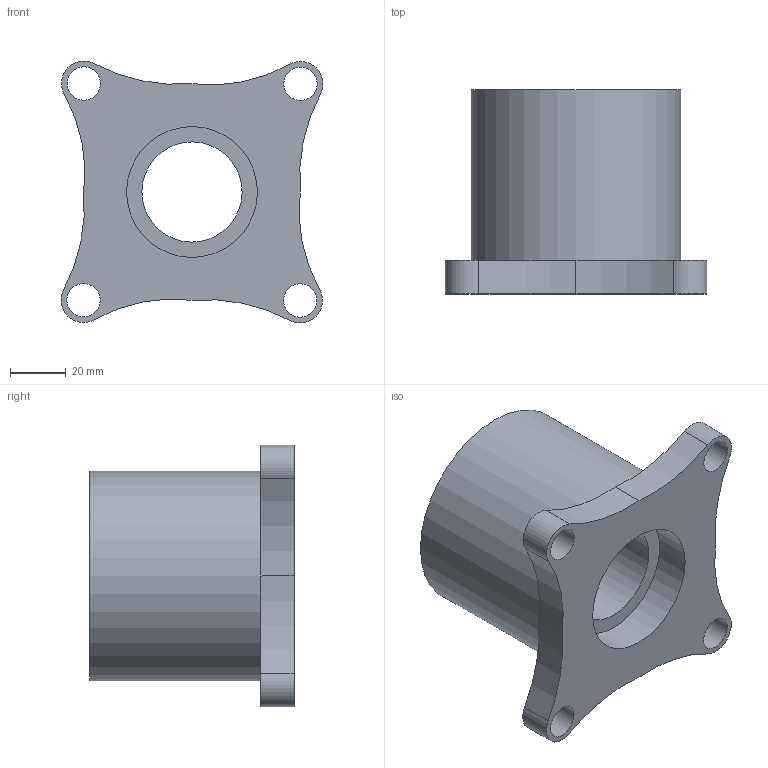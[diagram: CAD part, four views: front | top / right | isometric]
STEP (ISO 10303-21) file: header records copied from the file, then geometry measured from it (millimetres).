
FILE_DESCRIPTION(/* description */ ('','CAx-IF Rec.Pracs.---Representation and Presentation of Product Manufacturing Information (PMI)---4.0---2014-10-13'),/* implementation_level */ '2;1');
FILE_NAME(/* name */ 'Final front Wheelhub.step',/* time_stamp */ '2024-12-15T20:25:24+05:30',/* author */ (''),/* organization */ (''),/* preprocessor_version */ 'ST-DEVELOPER v20',/* originating_system */ 'Autodesk Translation Framework v13.20.0.188',/* authorisation */ '');
FILE_SCHEMA (('AP242_MANAGED_MODEL_BASED_3D_ENGINEERING_MIM_LF { 1 0 10303 442 1 1 4 }'));
Length unit declared in the file: millimetre
Products named in the file (1): FusionComponent
Bounding box: 94.07 x 73.3 x 94.07 mm (x, y, z)
Volume: 246430 mm3; surface area: 43271.2 mm2
Topology: 1 solids, 1 shells, 33 faces, 72 edges, 48 vertices
Faces by surface type: cylinder 24, plane 9
Full cylindrical faces by diameter (mm): 5.035 x4, 12 x4, 36 x1, 47 x1, 55 x1, 75.385 x1
Entity records: 987 total; most frequent: DIRECTION 188, CARTESIAN_POINT 154, ORIENTED_EDGE 144, AXIS2_PLACEMENT_3D 82, EDGE_CURVE 72, EDGE_LOOP 50, CIRCLE 48, VERTEX_POINT 48
